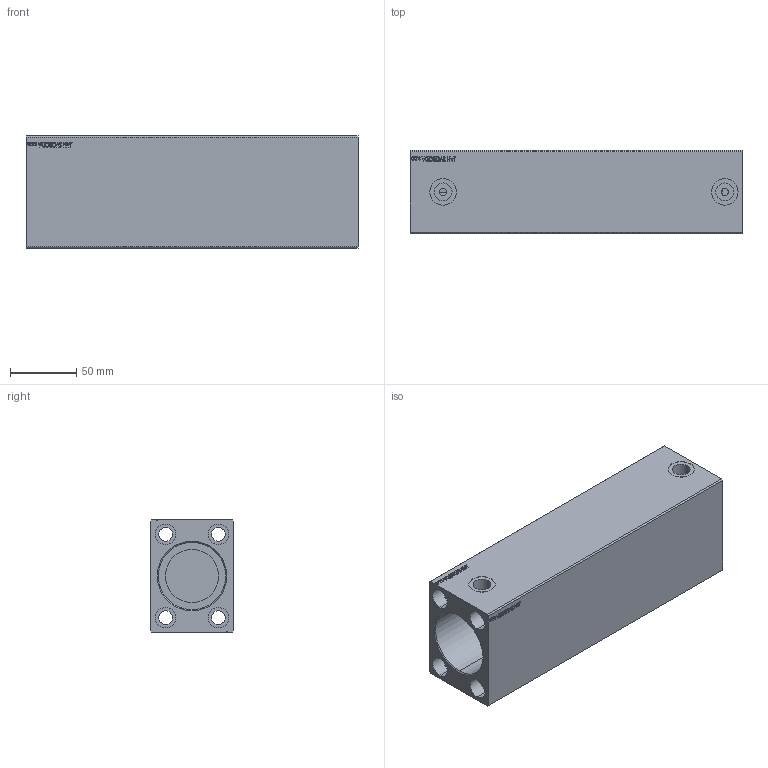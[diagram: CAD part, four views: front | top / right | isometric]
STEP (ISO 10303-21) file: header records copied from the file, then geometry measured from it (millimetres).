
FILE_DESCRIPTION (( 'STEP AP203' ), '1' );
FILE_NAME ('92f0.STEP', '2022-04-07T14:54:41', ( '' ), ( '' ), 'SwSTEP 2.0', 'SolidWorks 2019', '' );
FILE_SCHEMA (( 'CONFIG_CONTROL_DESIGN' ));
Products named in the file (1): 92f0
Bounding box: 251 x 63 x 85 mm (x, y, z)
Volume: 891011.5 mm3; surface area: 151705.4 mm2
Topology: 1 solids, 1 shells, 818 faces, 2111 edges, 1406 vertices
Faces by surface type: plane 394, bspline 380, cylinder 42, cone 2
Entity records: 42420 total; most frequent: CARTESIAN_POINT 24876, ORIENTED_EDGE 4222, DIRECTION 2311, EDGE_CURVE 2111, VERTEX_POINT 1406, VECTOR 1265, LINE 1265, EDGE_LOOP 939
